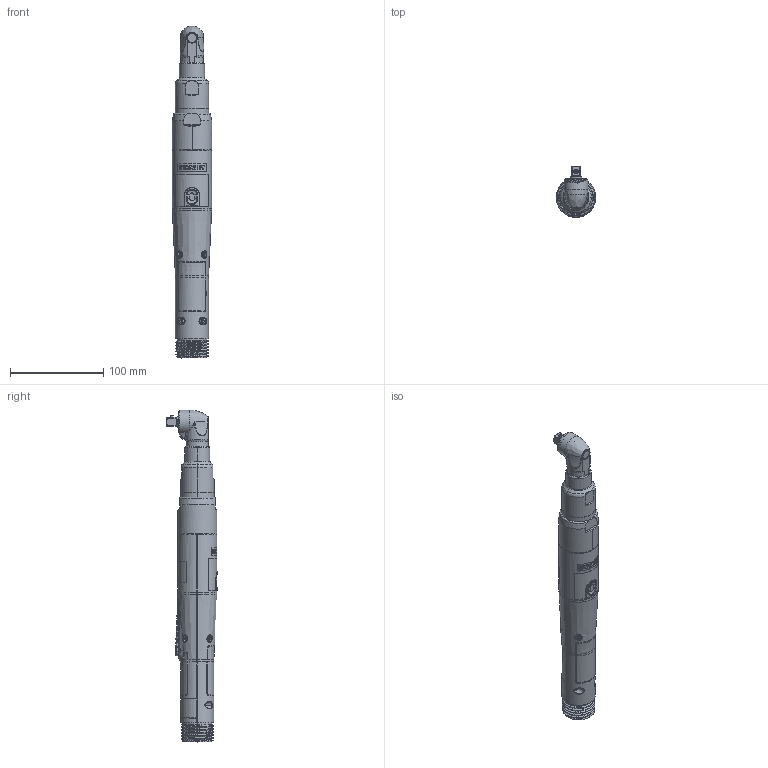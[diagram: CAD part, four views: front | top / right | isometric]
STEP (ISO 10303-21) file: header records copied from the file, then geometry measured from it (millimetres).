
FILE_DESCRIPTION((''),'2;1');
FILE_NAME('EB22LA13-18','2019-03-15T10:11:20',('DMG0713'),(''),'CREO PARAMETRIC BY PTC INC, 2017380','CREO PARAMETRIC BY PTC INC, 2017380','');
FILE_SCHEMA(('CONFIG_CONTROL_DESIGN'));
Products named in the file (1): EB22LA13-18
Bounding box: 42.1 x 53.93 x 355.42 mm (x, y, z)
Surface area: 102634 mm2 (no closed solid volume)
Topology: 0 solids, 70 shells, 2268 faces, 7240 edges, 4845 vertices
Faces by surface type: cylinder 740, plane 676, bspline 496, cone 123, extrusion 84, torus 78, sphere 68, revolution 3
Entity records: 125001 total; most frequent: CARTESIAN_POINT 69454, ORIENTED_EDGE 12337, DIRECTION 8967, EDGE_CURVE 7236, VERTEX_POINT 4845, B_SPLINE_CURVE_WITH_KNOTS 3241, AXIS2_PLACEMENT_3D 3113, VECTOR 2738
